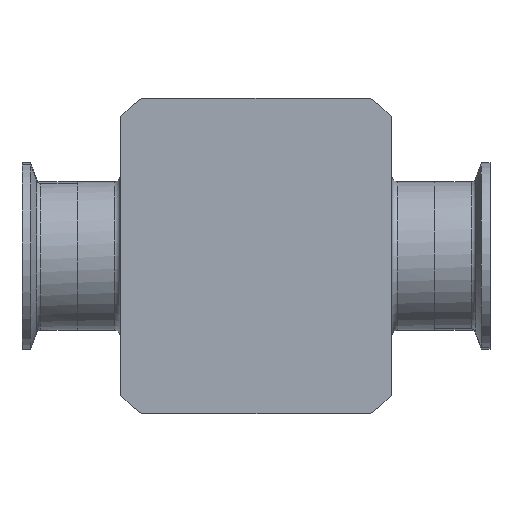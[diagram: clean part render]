
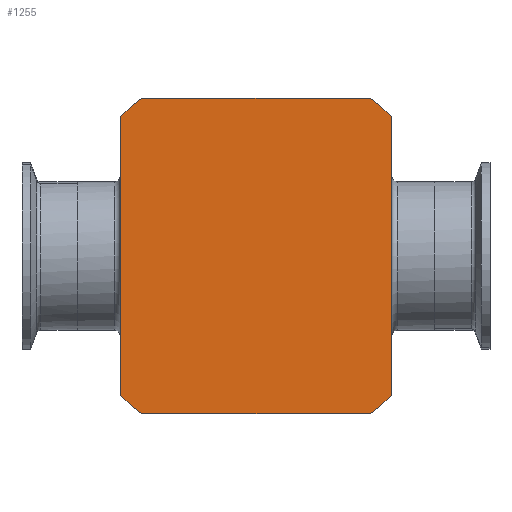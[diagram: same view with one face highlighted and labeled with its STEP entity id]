
A CAD part, front view. The second image highlights one B-rep face of the part: STEP entity #1255.
In plain terms, the highlighted planar face has unit normal (0, -1, 0).
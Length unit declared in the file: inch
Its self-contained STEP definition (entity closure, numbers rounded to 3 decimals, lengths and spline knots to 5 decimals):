
#83 = EDGE_LOOP ( 'NONE', ( #2177, #906, #474, #1179, #2088, #2084, #2032, #2840 ) ) ;
#91 = CARTESIAN_POINT ( 'NONE',  ( -1.5411, 0., 2.125 ) ) ;
#96 = VECTOR ( 'NONE', #2126, 39.37008 ) ;
#143 = DIRECTION ( 'NONE',  ( 0., 1., 0. ) ) ;
#153 = CARTESIAN_POINT ( 'NONE',  ( 0., 0., 0. ) ) ;
#235 = VERTEX_POINT ( 'NONE', #91 ) ;
#431 = EDGE_CURVE ( 'NONE', #1129, #235, #3073, .T. ) ;
#454 = DIRECTION ( 'NONE',  ( 0., 0., -1. ) ) ;
#467 = CARTESIAN_POINT ( 'NONE',  ( 1.5411, 0., 2.125 ) ) ;
#474 = ORIENTED_EDGE ( 'NONE', *, *, #1298, .F. ) ;
#494 = LINE ( 'NONE', #778, #914 ) ;
#571 = AXIS2_PLACEMENT_3D ( 'NONE', #2148, #2944, #1868 ) ;
#586 = EDGE_CURVE ( 'NONE', #1821, #3429, #742, .T. ) ;
#617 = CARTESIAN_POINT ( 'NONE',  ( 1.5411, 0., 2.125 ) ) ;
#678 = DIRECTION ( 'NONE',  ( 0., 1., 0. ) ) ;
#733 = VERTEX_POINT ( 'NONE', #617 ) ;
#742 = CIRCLE ( 'NONE', #3453, 2.625 ) ;
#766 = LINE ( 'NONE', #2392, #96 ) ;
#778 = CARTESIAN_POINT ( 'NONE',  ( 1.8305, 0., 0. ) ) ;
#904 = CARTESIAN_POINT ( 'NONE',  ( 0., 0., 0. ) ) ;
#906 = ORIENTED_EDGE ( 'NONE', *, *, #2967, .F. ) ;
#914 = VECTOR ( 'NONE', #2975, 39.37008 ) ;
#1110 = DIRECTION ( 'NONE',  ( 0., 0., -1. ) ) ;
#1122 = AXIS2_PLACEMENT_3D ( 'NONE', #153, #143, #454 ) ;
#1129 = VERTEX_POINT ( 'NONE', #2237 ) ;
#1179 = ORIENTED_EDGE ( 'NONE', *, *, #586, .F. ) ;
#1236 = FACE_OUTER_BOUND ( 'NONE', #83, .T. ) ;
#1239 = DIRECTION ( 'NONE',  ( 0., -1., 0. ) ) ;
#1253 = AXIS2_PLACEMENT_3D ( 'NONE', #904, #678, #1707 ) ;
#1255 = ADVANCED_FACE ( 'NONE', ( #1236 ), #1765, .T. ) ;
#1298 = EDGE_CURVE ( 'NONE', #3429, #3196, #3143, .T. ) ;
#1707 = DIRECTION ( 'NONE',  ( 0., 0., -1. ) ) ;
#1765 = PLANE ( 'NONE',  #2288 ) ;
#1821 = VERTEX_POINT ( 'NONE', #3228 ) ;
#1868 = DIRECTION ( 'NONE',  ( 0., 0., -1. ) ) ;
#1922 = CARTESIAN_POINT ( 'NONE',  ( 0., 0., 0. ) ) ;
#1984 = LINE ( 'NONE', #467, #2533 ) ;
#1988 = EDGE_CURVE ( 'NONE', #1129, #2334, #766, .T. ) ;
#2016 = DIRECTION ( 'NONE',  ( 1., 0., 0. ) ) ;
#2032 = ORIENTED_EDGE ( 'NONE', *, *, #2646, .F. ) ;
#2084 = ORIENTED_EDGE ( 'NONE', *, *, #2641, .F. ) ;
#2088 = ORIENTED_EDGE ( 'NONE', *, *, #2724, .T. ) ;
#2126 = DIRECTION ( 'NONE',  ( 0., 0., -1. ) ) ;
#2148 = CARTESIAN_POINT ( 'NONE',  ( 0., 0., 0. ) ) ;
#2150 = CIRCLE ( 'NONE', #1253, 2.625 ) ;
#2177 = ORIENTED_EDGE ( 'NONE', *, *, #1988, .T. ) ;
#2183 = DIRECTION ( 'NONE',  ( 0., 1., 0. ) ) ;
#2237 = CARTESIAN_POINT ( 'NONE',  ( -1.8305, 0., 1.88146 ) ) ;
#2288 = AXIS2_PLACEMENT_3D ( 'NONE', #2551, #1239, #3400 ) ;
#2334 = VERTEX_POINT ( 'NONE', #3025 ) ;
#2390 = VECTOR ( 'NONE', #2834, 39.37008 ) ;
#2392 = CARTESIAN_POINT ( 'NONE',  ( -1.8305, 0., 0. ) ) ;
#2533 = VECTOR ( 'NONE', #2016, 39.37008 ) ;
#2551 = CARTESIAN_POINT ( 'NONE',  ( 0., 0., 0. ) ) ;
#2585 = CARTESIAN_POINT ( 'NONE',  ( 1.5411, 0., -2.125 ) ) ;
#2641 = EDGE_CURVE ( 'NONE', #733, #2719, #3069, .T. ) ;
#2646 = EDGE_CURVE ( 'NONE', #235, #733, #1984, .T. ) ;
#2719 = VERTEX_POINT ( 'NONE', #3262 ) ;
#2724 = EDGE_CURVE ( 'NONE', #1821, #2719, #494, .T. ) ;
#2834 = DIRECTION ( 'NONE',  ( -1., 0., 0. ) ) ;
#2840 = ORIENTED_EDGE ( 'NONE', *, *, #431, .F. ) ;
#2944 = DIRECTION ( 'NONE',  ( 0., 1., 0. ) ) ;
#2967 = EDGE_CURVE ( 'NONE', #3196, #2334, #2150, .T. ) ;
#2975 = DIRECTION ( 'NONE',  ( 0., 0., 1. ) ) ;
#3025 = CARTESIAN_POINT ( 'NONE',  ( -1.8305, 0., -1.88146 ) ) ;
#3069 = CIRCLE ( 'NONE', #1122, 2.625 ) ;
#3073 = CIRCLE ( 'NONE', #571, 2.625 ) ;
#3143 = LINE ( 'NONE', #3146, #2390 ) ;
#3146 = CARTESIAN_POINT ( 'NONE',  ( -1.5411, 0., -2.125 ) ) ;
#3196 = VERTEX_POINT ( 'NONE', #3464 ) ;
#3228 = CARTESIAN_POINT ( 'NONE',  ( 1.8305, 0., -1.88146 ) ) ;
#3262 = CARTESIAN_POINT ( 'NONE',  ( 1.8305, 0., 1.88146 ) ) ;
#3400 = DIRECTION ( 'NONE',  ( 0., 0., -1. ) ) ;
#3429 = VERTEX_POINT ( 'NONE', #2585 ) ;
#3453 = AXIS2_PLACEMENT_3D ( 'NONE', #1922, #2183, #1110 ) ;
#3464 = CARTESIAN_POINT ( 'NONE',  ( -1.5411, 0., -2.125 ) ) ;
